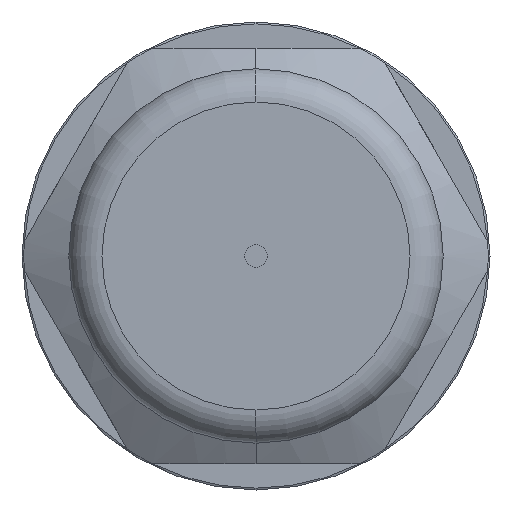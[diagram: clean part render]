
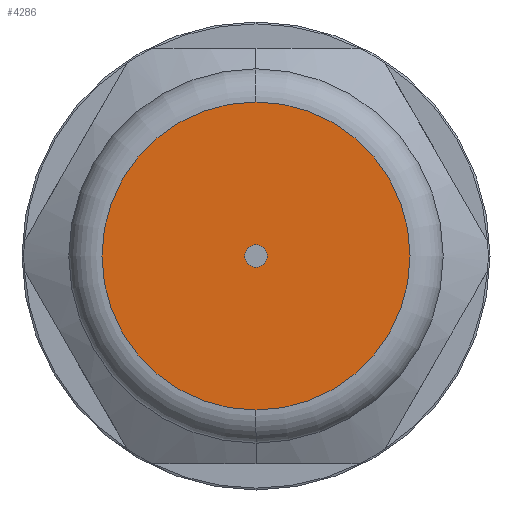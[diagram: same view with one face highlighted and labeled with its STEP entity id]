
A CAD part, left-side view. The second image highlights one B-rep face of the part: STEP entity #4286.
In plain terms, the highlighted planar face has unit normal (-1, 0, 0).
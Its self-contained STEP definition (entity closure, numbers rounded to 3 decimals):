
#1940 = VERTEX_POINT ( 'NONE', #21842 ) ;
#1960 = VERTEX_POINT ( 'NONE', #22065 ) ;
#1979 = VERTEX_POINT ( 'NONE', #21703 ) ;
#1999 = VERTEX_POINT ( 'NONE', #21878 ) ;
#4137 = CIRCLE ( 'NONE', #35184, 0.6 ) ;
#4173 = CIRCLE ( 'NONE', #35148, 8.23 ) ;
#4286 = ADVANCED_FACE ( 'NONE', ( #12488, #12465 ), #40725, .T. ) ;
#6635 = CIRCLE ( 'NONE', #38435, 8.23 ) ;
#9274 = CARTESIAN_POINT ( 'NONE',  ( -104.952, 0., 0. ) ) ;
#9277 = DIRECTION ( 'NONE',  ( 1., 0., 0. ) ) ;
#9281 = DIRECTION ( 'NONE',  ( 0., 0., -1. ) ) ;
#12465 = FACE_OUTER_BOUND ( 'NONE', #17308, .T. ) ;
#12488 = FACE_BOUND ( 'NONE', #17984, .T. ) ;
#13564 = CARTESIAN_POINT ( 'NONE',  ( -104.952, 0., 0. ) ) ;
#13565 = DIRECTION ( 'NONE',  ( 1., 0., 0. ) ) ;
#13566 = DIRECTION ( 'NONE',  ( 0., 0., -1. ) ) ;
#15514 = ORIENTED_EDGE ( 'NONE', *, *, #44955, .T. ) ;
#15515 = ORIENTED_EDGE ( 'NONE', *, *, #44745, .F. ) ;
#15516 = ORIENTED_EDGE ( 'NONE', *, *, #45209, .F. ) ;
#15592 = ORIENTED_EDGE ( 'NONE', *, *, #44711, .T. ) ;
#17308 = EDGE_LOOP ( 'NONE', ( #15515, #15516 ) ) ;
#17984 = EDGE_LOOP ( 'NONE', ( #15514, #15592 ) ) ;
#20044 = CARTESIAN_POINT ( 'NONE',  ( -104.952, 0., 0. ) ) ;
#20046 = DIRECTION ( 'NONE',  ( 1., 0., 0. ) ) ;
#20048 = DIRECTION ( 'NONE',  ( 0., 0., -1. ) ) ;
#20449 = CARTESIAN_POINT ( 'NONE',  ( -104.952, 0., 0. ) ) ;
#20451 = DIRECTION ( 'NONE',  ( 1., 0., 0. ) ) ;
#20453 = DIRECTION ( 'NONE',  ( 0., 0., -1. ) ) ;
#21703 = CARTESIAN_POINT ( 'NONE',  ( -104.952, 0., -8.23 ) ) ;
#21842 = CARTESIAN_POINT ( 'NONE',  ( -104.952, 0., -0.6 ) ) ;
#21878 = CARTESIAN_POINT ( 'NONE',  ( -104.952, 0., 8.23 ) ) ;
#22065 = CARTESIAN_POINT ( 'NONE',  ( -104.952, 0., 0.6 ) ) ;
#22233 = CIRCLE ( 'NONE', #38574, 0.6 ) ;
#35148 = AXIS2_PLACEMENT_3D ( 'NONE', #20449, #20451, #20453 ) ;
#35184 = AXIS2_PLACEMENT_3D ( 'NONE', #20044, #20046, #20048 ) ;
#35335 = AXIS2_PLACEMENT_3D ( 'NONE', #40717, #40727, #40728 ) ;
#38435 = AXIS2_PLACEMENT_3D ( 'NONE', #9274, #9277, #9281 ) ;
#38574 = AXIS2_PLACEMENT_3D ( 'NONE', #13564, #13565, #13566 ) ;
#40717 = CARTESIAN_POINT ( 'NONE',  ( -104.952, 0., -0.6 ) ) ;
#40725 = PLANE ( 'NONE',  #35335 ) ;
#40727 = DIRECTION ( 'NONE',  ( -1., 0., 0. ) ) ;
#40728 = DIRECTION ( 'NONE',  ( 0., 0., 1. ) ) ;
#44711 = EDGE_CURVE ( 'NONE', #1960, #1940, #4137, .T. ) ;
#44745 = EDGE_CURVE ( 'NONE', #1979, #1999, #4173, .T. ) ;
#44955 = EDGE_CURVE ( 'NONE', #1940, #1960, #22233, .T. ) ;
#45209 = EDGE_CURVE ( 'NONE', #1999, #1979, #6635, .T. ) ;
